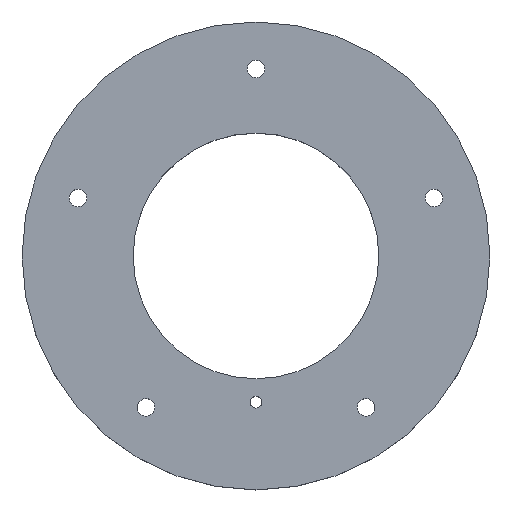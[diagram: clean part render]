
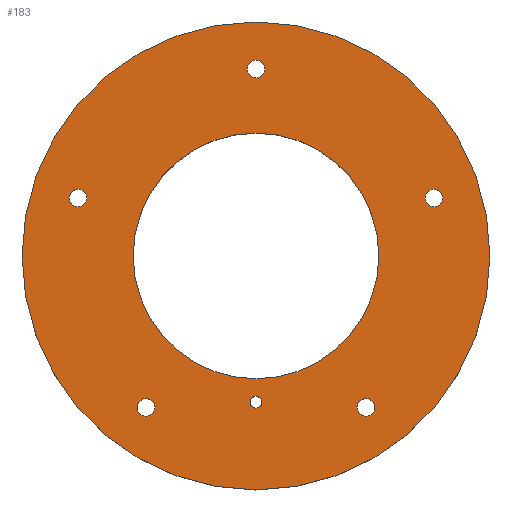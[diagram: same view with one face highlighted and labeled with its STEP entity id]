
A CAD part, top view. The second image highlights one B-rep face of the part: STEP entity #183.
In plain terms, the highlighted planar face has unit normal (0, 0, 1).
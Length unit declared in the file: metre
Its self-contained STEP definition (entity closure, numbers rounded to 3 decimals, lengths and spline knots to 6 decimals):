
#12=PLANE('',#281);
#28=ORIENTED_EDGE('',*,*,#46,.F.);
#29=ORIENTED_EDGE('',*,*,#48,.F.);
#30=ORIENTED_EDGE('',*,*,#50,.F.);
#31=ORIENTED_EDGE('',*,*,#52,.F.);
#32=ORIENTED_EDGE('',*,*,#54,.F.);
#33=ORIENTED_EDGE('',*,*,#56,.F.);
#34=ORIENTED_EDGE('',*,*,#58,.F.);
#35=ORIENTED_EDGE('',*,*,#60,.T.);
#46=EDGE_CURVE('',#62,#62,#78,.T.);
#48=EDGE_CURVE('',#64,#64,#80,.T.);
#50=EDGE_CURVE('',#66,#66,#82,.T.);
#52=EDGE_CURVE('',#68,#68,#84,.T.);
#54=EDGE_CURVE('',#70,#70,#86,.T.);
#56=EDGE_CURVE('',#72,#72,#88,.T.);
#58=EDGE_CURVE('',#74,#74,#90,.T.);
#60=EDGE_CURVE('',#76,#76,#92,.T.);
#62=VERTEX_POINT('',#343);
#64=VERTEX_POINT('',#348);
#66=VERTEX_POINT('',#353);
#68=VERTEX_POINT('',#358);
#70=VERTEX_POINT('',#363);
#72=VERTEX_POINT('',#368);
#74=VERTEX_POINT('',#373);
#76=VERTEX_POINT('',#378);
#78=CIRCLE('',#261,0.0015);
#80=CIRCLE('',#264,0.0015);
#82=CIRCLE('',#267,0.0015);
#84=CIRCLE('',#270,0.021);
#86=CIRCLE('',#273,0.0015);
#88=CIRCLE('',#276,0.001);
#90=CIRCLE('',#279,0.0015);
#92=CIRCLE('',#282,0.04);
#108=EDGE_LOOP('',(#28));
#109=EDGE_LOOP('',(#29));
#110=EDGE_LOOP('',(#30));
#111=EDGE_LOOP('',(#31));
#112=EDGE_LOOP('',(#32));
#113=EDGE_LOOP('',(#33));
#114=EDGE_LOOP('',(#34));
#115=EDGE_LOOP('',(#35));
#140=FACE_BOUND('',#108,.T.);
#141=FACE_BOUND('',#109,.T.);
#142=FACE_BOUND('',#110,.T.);
#143=FACE_BOUND('',#111,.T.);
#144=FACE_BOUND('',#112,.T.);
#145=FACE_BOUND('',#113,.T.);
#146=FACE_BOUND('',#114,.T.);
#147=FACE_BOUND('',#115,.T.);
#183=ADVANCED_FACE('',(#140,#141,#142,#143,#144,#145,#146,#147),#12,.T.);
#261=AXIS2_PLACEMENT_3D('',#342,#290,#291);
#264=AXIS2_PLACEMENT_3D('',#347,#296,#297);
#267=AXIS2_PLACEMENT_3D('',#352,#302,#303);
#270=AXIS2_PLACEMENT_3D('',#357,#308,#309);
#273=AXIS2_PLACEMENT_3D('',#362,#314,#315);
#276=AXIS2_PLACEMENT_3D('',#367,#320,#321);
#279=AXIS2_PLACEMENT_3D('',#372,#326,#327);
#281=AXIS2_PLACEMENT_3D('',#376,#330,#331);
#282=AXIS2_PLACEMENT_3D('',#377,#332,#333);
#290=DIRECTION('',(0.,0.,1.));
#291=DIRECTION('',(1.,0.,0.));
#296=DIRECTION('',(0.,0.,1.));
#297=DIRECTION('',(0.309,-0.951,0.));
#302=DIRECTION('',(0.,0.,1.));
#303=DIRECTION('',(0.309,0.951,0.));
#308=DIRECTION('',(0.,0.,1.));
#309=DIRECTION('',(1.,0.,0.));
#314=DIRECTION('',(0.,0.,1.));
#315=DIRECTION('',(-0.809,-0.588,0.));
#320=DIRECTION('',(0.,0.,1.));
#321=DIRECTION('',(1.,0.,0.));
#326=DIRECTION('',(0.,0.,1.));
#327=DIRECTION('',(-0.809,0.588,0.));
#330=DIRECTION('',(0.,0.,1.));
#331=DIRECTION('',(1.,0.,0.));
#332=DIRECTION('',(0.,0.,1.));
#333=DIRECTION('',(1.,0.,0.));
#342=CARTESIAN_POINT('',(0.,0.032,0.01));
#343=CARTESIAN_POINT('',(0.0015,0.032,0.01));
#347=CARTESIAN_POINT('',(0.030434,0.009889,0.01));
#348=CARTESIAN_POINT('',(0.030897,0.008462,0.01));
#352=CARTESIAN_POINT('',(-0.030434,0.009889,0.01));
#353=CARTESIAN_POINT('',(-0.02997,0.011315,0.01));
#357=CARTESIAN_POINT('',(0.,0.,0.01));
#358=CARTESIAN_POINT('',(0.021,0.,0.01));
#362=CARTESIAN_POINT('',(0.018809,-0.025889,0.01));
#363=CARTESIAN_POINT('',(0.017596,-0.02677,0.01));
#367=CARTESIAN_POINT('',(0.,-0.025,0.01));
#368=CARTESIAN_POINT('',(0.001,-0.025,0.01));
#372=CARTESIAN_POINT('',(-0.018809,-0.025889,0.01));
#373=CARTESIAN_POINT('',(-0.020023,-0.025007,0.01));
#376=CARTESIAN_POINT('',(0.,0.,0.01));
#377=CARTESIAN_POINT('',(0.,0.,0.01));
#378=CARTESIAN_POINT('',(0.04,0.,0.01));
